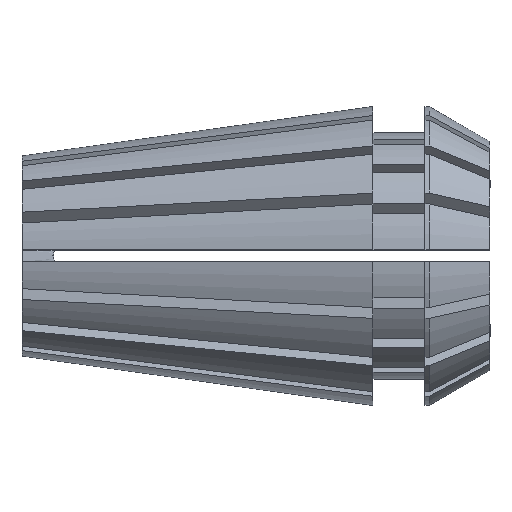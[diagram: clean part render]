
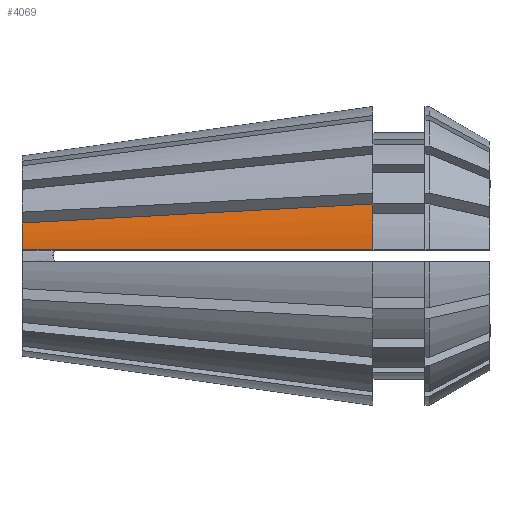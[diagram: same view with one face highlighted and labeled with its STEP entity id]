
A CAD part, top view. The second image highlights one B-rep face of the part: STEP entity #4069.
In plain terms, the highlighted conical face has half-angle 8 degrees and reference radius 5.753 mm.
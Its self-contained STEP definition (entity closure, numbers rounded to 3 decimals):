
#196 = B_SPLINE_CURVE_WITH_KNOTS ( 'NONE', 3,
 ( #4832, #1275, #401, #3527, #837, #3974, #1296, #4411, #1733, #4867 ),
 .UNSPECIFIED., .F., .F.,
 ( 4, 3, 3, 4 ),
 ( 0.023, 0.029, 0.036, 0.037 ),
 .UNSPECIFIED. ) ;
#266 = CARTESIAN_POINT ( 'NONE',  ( 6.703, 1.626, 4.514 ) ) ;
#370 = VERTEX_POINT ( 'NONE', #1133 ) ;
#401 = CARTESIAN_POINT ( 'NONE',  ( 9.724, 0.225, 5.217 ) ) ;
#695 = CARTESIAN_POINT ( 'NONE',  ( 13.5, 0., 0. ) ) ;
#708 = CARTESIAN_POINT ( 'NONE',  ( 11.234, 1.87, 5.103 ) ) ;
#837 = CARTESIAN_POINT ( 'NONE',  ( 5.527, 0.225, 4.627 ) ) ;
#1025 = CONICAL_SURFACE ( 'NONE', #1440, 5.753, 0.14 ) ;
#1133 = CARTESIAN_POINT ( 'NONE',  ( 0., 0.225, 3.849 ) ) ;
#1149 = DIRECTION ( 'NONE',  ( 0., 0., 1. ) ) ;
#1275 = CARTESIAN_POINT ( 'NONE',  ( 11.612, 0.225, 5.483 ) ) ;
#1296 = CARTESIAN_POINT ( 'NONE',  ( 0.91, 0.225, 3.977 ) ) ;
#1440 = AXIS2_PLACEMENT_3D ( 'NONE', #2723, #4953, #5424 ) ;
#1687 = AXIS2_PLACEMENT_3D ( 'NONE', #695, #3831, #1149 ) ;
#1733 = CARTESIAN_POINT ( 'NONE',  ( 0.303, 0.225, 3.892 ) ) ;
#1910 = EDGE_LOOP ( 'NONE', ( #2370, #3315, #2405, #4966 ) ) ;
#2036 = CARTESIAN_POINT ( 'NONE',  ( 2.234, 1.385, 3.933 ) ) ;
#2101 = VERTEX_POINT ( 'NONE', #3178 ) ;
#2334 = CARTESIAN_POINT ( 'NONE',  ( 0., 0., 0. ) ) ;
#2353 = CIRCLE ( 'NONE', #1687, 5.753 ) ;
#2370 = ORIENTED_EDGE ( 'NONE', *, *, #4346, .F. ) ;
#2405 = ORIENTED_EDGE ( 'NONE', *, *, #3942, .F. ) ;
#2551 = VERTEX_POINT ( 'NONE', #4995 ) ;
#2723 = CARTESIAN_POINT ( 'NONE',  ( 13.5, 0., 0. ) ) ;
#2790 = DIRECTION ( 'NONE',  ( 0., 0., 1. ) ) ;
#2950 = CARTESIAN_POINT ( 'NONE',  ( 4.469, 1.506, 4.223 ) ) ;
#3060 = CIRCLE ( 'NONE', #5281, 3.856 ) ;
#3178 = CARTESIAN_POINT ( 'NONE',  ( 13.5, 1.992, 5.397 ) ) ;
#3315 = ORIENTED_EDGE ( 'NONE', *, *, #5543, .F. ) ;
#3396 = CARTESIAN_POINT ( 'NONE',  ( 8.969, 1.748, 4.808 ) ) ;
#3527 = CARTESIAN_POINT ( 'NONE',  ( 7.836, 0.225, 4.952 ) ) ;
#3546 = FACE_OUTER_BOUND ( 'NONE', #1910, .T. ) ;
#3831 = DIRECTION ( 'NONE',  ( -1., 0., 0. ) ) ;
#3853 = CARTESIAN_POINT ( 'NONE',  ( 13.5, 1.992, 5.397 ) ) ;
#3942 = EDGE_CURVE ( 'NONE', #4423, #370, #196, .T. ) ;
#3974 = CARTESIAN_POINT ( 'NONE',  ( 3.219, 0.225, 4.302 ) ) ;
#4069 = ADVANCED_FACE ( 'NONE', ( #3546 ), #1025, .T. ) ;
#4340 = CARTESIAN_POINT ( 'NONE',  ( 13.5, 0.225, 5.749 ) ) ;
#4346 = EDGE_CURVE ( 'NONE', #2551, #2101, #4442, .T. ) ;
#4411 = CARTESIAN_POINT ( 'NONE',  ( 0.607, 0.225, 3.935 ) ) ;
#4423 = VERTEX_POINT ( 'NONE', #4340 ) ;
#4442 = B_SPLINE_CURVE_WITH_KNOTS ( 'NONE', 3,
 ( #5173, #2036, #2950, #266, #3396, #708, #3853 ),
 .UNSPECIFIED., .F., .F.,
 ( 4, 3, 4 ),
 ( 0., 0.007, 0.014 ),
 .UNSPECIFIED. ) ;
#4832 = CARTESIAN_POINT ( 'NONE',  ( 13.5, 0.225, 5.749 ) ) ;
#4867 = CARTESIAN_POINT ( 'NONE',  ( 0., 0.225, 3.849 ) ) ;
#4953 = DIRECTION ( 'NONE',  ( 1., 0., 0. ) ) ;
#4966 = ORIENTED_EDGE ( 'NONE', *, *, #5733, .T. ) ;
#4995 = CARTESIAN_POINT ( 'NONE',  ( 0., 1.265, 3.642 ) ) ;
#5173 = CARTESIAN_POINT ( 'NONE',  ( 0., 1.265, 3.642 ) ) ;
#5281 = AXIS2_PLACEMENT_3D ( 'NONE', #2334, #5472, #2790 ) ;
#5424 = DIRECTION ( 'NONE',  ( 0., 0., -1. ) ) ;
#5472 = DIRECTION ( 'NONE',  ( -1., 0., 0. ) ) ;
#5543 = EDGE_CURVE ( 'NONE', #370, #2551, #3060, .T. ) ;
#5733 = EDGE_CURVE ( 'NONE', #4423, #2101, #2353, .T. ) ;
